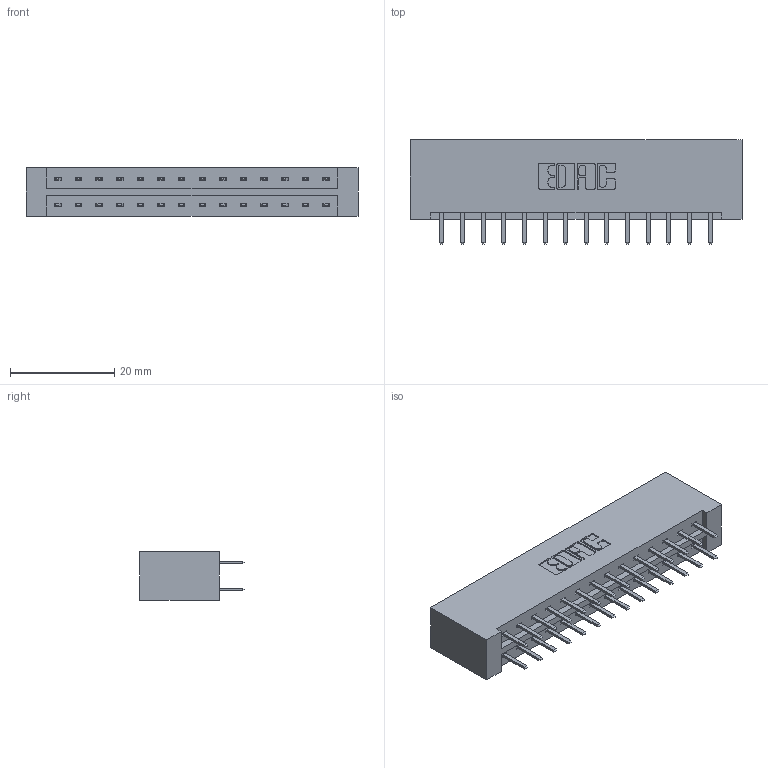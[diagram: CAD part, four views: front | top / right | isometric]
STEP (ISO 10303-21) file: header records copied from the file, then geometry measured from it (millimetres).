
FILE_DESCRIPTION (( 'STEP AP203' ), '1' );
FILE_NAME ('833-028-520-201.STEP', '2020-06-02T07:35:51', ( '' ), ( '' ), 'SwSTEP 2.0', 'SolidWorks 2020', '' );
FILE_SCHEMA (( 'CONFIG_CONTROL_DESIGN' ));
Length unit declared in the file: inch
Products named in the file (3): 345-292-001_345-293-120; 833 Part_Lugless; 833-028-520-201
Assembly tree (29 placements, depth 2):
  833-028-520-201
    833 Part_Lugless
    345-292-001_345-293-120  x28
Bounding box: 63.73 x 20.02 x 9.4 mm (x, y, z)
Volume: 6864.4 mm3; surface area: 7806.3 mm2
Topology: 29 solids, 29 shells, 1674 faces, 4851 edges, 3158 vertices
Faces by surface type: plane 1130, cylinder 544
Entity records: 12465 total; most frequent: CARTESIAN_POINT 2110, ORIENTED_EDGE 2034, DIRECTION 1833, EDGE_CURVE 1017, VECTOR 893, LINE 893, VERTEX_POINT 674, AXIS2_PLACEMENT_3D 470
